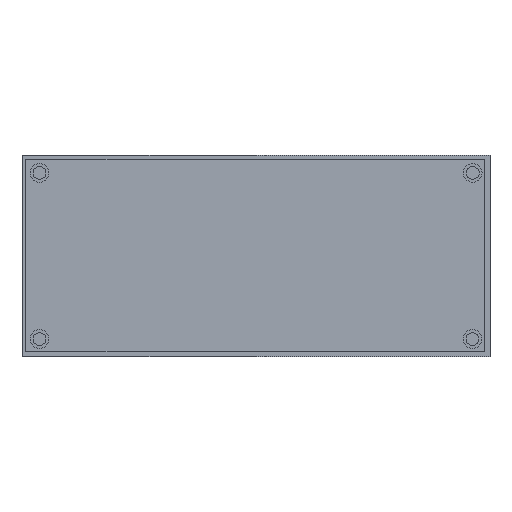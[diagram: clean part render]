
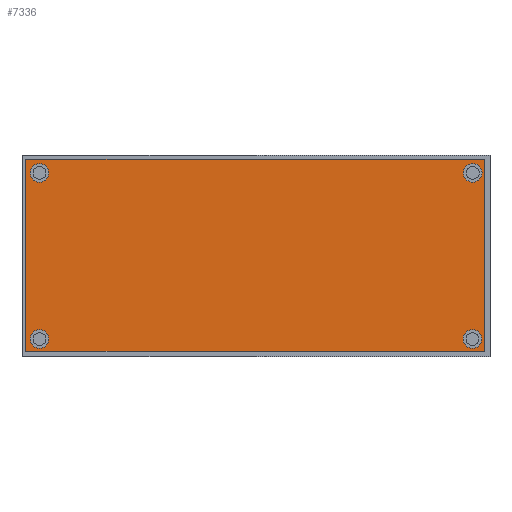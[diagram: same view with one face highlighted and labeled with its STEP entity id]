
A CAD part, top view. The second image highlights one B-rep face of the part: STEP entity #7336.
In plain terms, the highlighted planar face has unit normal (0, 0, 1).
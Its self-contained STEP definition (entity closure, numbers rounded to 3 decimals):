
#1862=FACE_OUTER_BOUND('',#2789,.T.);
#2789=EDGE_LOOP('',(#6964,#6965,#6966,#6967));
#3114=LINE('',#12399,#3461);
#3118=LINE('',#12407,#3465);
#3121=LINE('',#12413,#3468);
#3124=LINE('',#12418,#3471);
#3461=VECTOR('',#10480,10.);
#3465=VECTOR('',#10486,10.);
#3468=VECTOR('',#10491,10.);
#3471=VECTOR('',#10496,10.);
#4103=VERTEX_POINT('',#12397);
#4104=VERTEX_POINT('',#12398);
#4107=VERTEX_POINT('',#12406);
#4109=VERTEX_POINT('',#12412);
#5046=EDGE_CURVE('',#4103,#4104,#3114,.T.);
#5050=EDGE_CURVE('',#4104,#4107,#3118,.T.);
#5053=EDGE_CURVE('',#4107,#4109,#3121,.T.);
#5056=EDGE_CURVE('',#4109,#4103,#3124,.T.);
#6964=ORIENTED_EDGE('',*,*,#5046,.T.);
#6965=ORIENTED_EDGE('',*,*,#5050,.T.);
#6966=ORIENTED_EDGE('',*,*,#5053,.T.);
#6967=ORIENTED_EDGE('',*,*,#5056,.T.);
#7002=PLANE('',#8294);
#7336=ADVANCED_FACE('',(#1862),#7002,.T.);
#8294=AXIS2_PLACEMENT_3D('',#12445,#10520,#10521);
#10480=DIRECTION('',(0.,1.,0.));
#10486=DIRECTION('',(-1.,0.,0.));
#10491=DIRECTION('',(0.,-1.,0.));
#10496=DIRECTION('',(1.,0.,0.));
#10520=DIRECTION('center_axis',(0.,0.,1.));
#10521=DIRECTION('ref_axis',(1.,0.,0.));
#12397=CARTESIAN_POINT('',(179.5,-5.,10.));
#12398=CARTESIAN_POINT('',(179.5,72.5,10.));
#12399=CARTESIAN_POINT('',(179.5,53.,10.));
#12406=CARTESIAN_POINT('',(-5.5,72.5,10.));
#12407=CARTESIAN_POINT('',(40.912,72.5,10.));
#12412=CARTESIAN_POINT('',(-5.5,-5.,10.));
#12413=CARTESIAN_POINT('',(-5.5,14.25,10.));
#12418=CARTESIAN_POINT('',(133.412,-5.,10.));
#12445=CARTESIAN_POINT('Origin',(87.324,33.5,10.));
